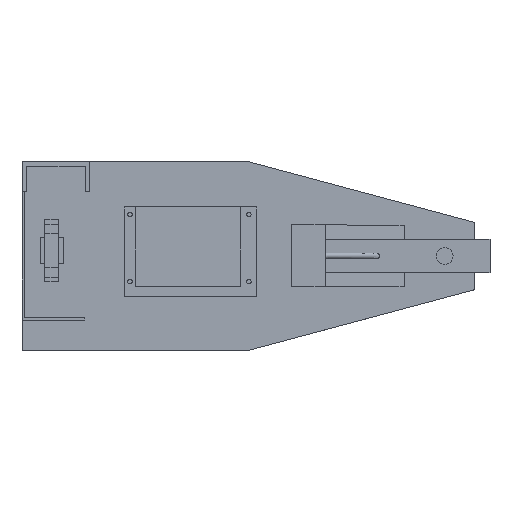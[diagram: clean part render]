
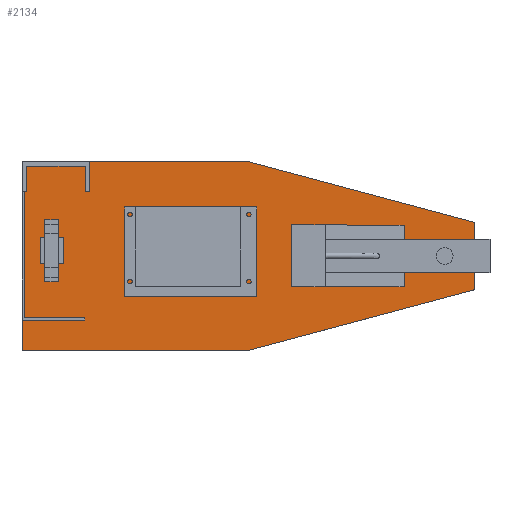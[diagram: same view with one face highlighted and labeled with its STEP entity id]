
A CAD part, top view. The second image highlights one B-rep face of the part: STEP entity #2134.
In plain terms, the highlighted planar face has unit normal (0, 0, 1).
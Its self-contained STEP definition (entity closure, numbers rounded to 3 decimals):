
#160=FACE_OUTER_BOUND('',#306,.T.);
#306=EDGE_LOOP('',(#1452,#1453,#1454,#1455,#1456,#1457));
#462=LINE('',#3144,#703);
#466=LINE('',#3152,#707);
#469=LINE('',#3158,#710);
#472=LINE('',#3164,#713);
#475=LINE('',#3170,#716);
#478=LINE('',#3175,#719);
#703=VECTOR('',#2509,10.);
#707=VECTOR('',#2515,10.);
#710=VECTOR('',#2520,10.);
#713=VECTOR('',#2525,10.);
#716=VECTOR('',#2530,10.);
#719=VECTOR('',#2535,10.);
#944=VERTEX_POINT('',#3142);
#945=VERTEX_POINT('',#3143);
#948=VERTEX_POINT('',#3151);
#950=VERTEX_POINT('',#3157);
#952=VERTEX_POINT('',#3163);
#954=VERTEX_POINT('',#3169);
#1136=EDGE_CURVE('',#944,#945,#462,.T.);
#1140=EDGE_CURVE('',#948,#944,#466,.T.);
#1143=EDGE_CURVE('',#950,#948,#469,.T.);
#1146=EDGE_CURVE('',#952,#950,#472,.T.);
#1149=EDGE_CURVE('',#954,#952,#475,.T.);
#1152=EDGE_CURVE('',#954,#945,#478,.T.);
#1452=ORIENTED_EDGE('',*,*,#1152,.T.);
#1453=ORIENTED_EDGE('',*,*,#1136,.F.);
#1454=ORIENTED_EDGE('',*,*,#1140,.F.);
#1455=ORIENTED_EDGE('',*,*,#1143,.F.);
#1456=ORIENTED_EDGE('',*,*,#1146,.F.);
#1457=ORIENTED_EDGE('',*,*,#1149,.F.);
#2018=PLANE('',#2315);
#2134=ADVANCED_FACE('',(#160),#2018,.T.);
#2315=AXIS2_PLACEMENT_3D('',#3177,#2537,#2538);
#2509=DIRECTION('',(0.,-1.,0.));
#2515=DIRECTION('',(0.966,-0.259,0.));
#2520=DIRECTION('',(1.,0.,0.));
#2525=DIRECTION('',(0.,1.,0.));
#2530=DIRECTION('',(-1.,0.,0.));
#2535=DIRECTION('',(0.966,0.259,0.));
#2537=DIRECTION('center_axis',(0.,0.,1.));
#2538=DIRECTION('ref_axis',(1.,0.,0.));
#3142=CARTESIAN_POINT('',(600.,-80.385,0.));
#3143=CARTESIAN_POINT('',(600.,-169.615,0.));
#3144=CARTESIAN_POINT('',(600.,0.,0.));
#3151=CARTESIAN_POINT('',(300.,0.,0.));
#3152=CARTESIAN_POINT('',(300.,0.,0.));
#3157=CARTESIAN_POINT('',(0.,0.,0.));
#3158=CARTESIAN_POINT('',(0.,0.,0.));
#3163=CARTESIAN_POINT('',(0.,-250.,0.));
#3164=CARTESIAN_POINT('',(0.,-250.,0.));
#3169=CARTESIAN_POINT('',(300.,-250.,0.));
#3170=CARTESIAN_POINT('',(600.,-250.,0.));
#3175=CARTESIAN_POINT('',(300.,-250.,0.));
#3177=CARTESIAN_POINT('Origin',(300.,-125.,0.));
